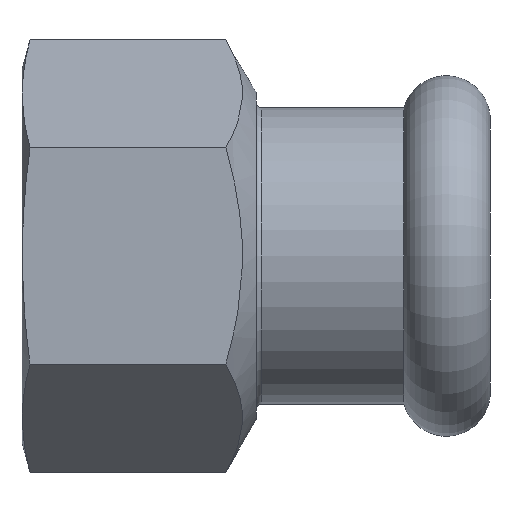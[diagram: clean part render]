
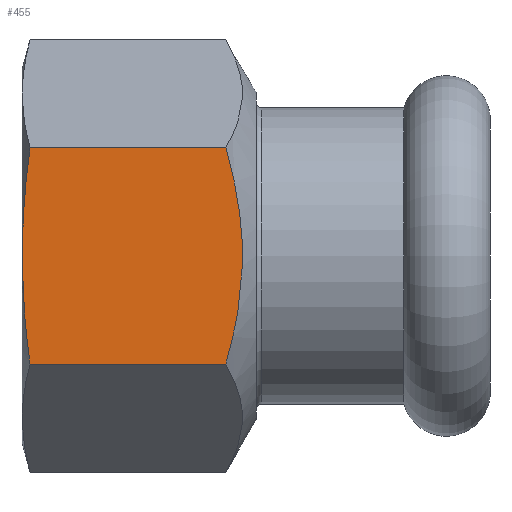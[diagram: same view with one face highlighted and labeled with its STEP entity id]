
A CAD part, left-side view. The second image highlights one B-rep face of the part: STEP entity #455.
In plain terms, the highlighted planar face has unit normal (-1, 0, 0).
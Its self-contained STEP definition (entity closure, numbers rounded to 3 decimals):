
#15=(
BOUNDED_CURVE()
B_SPLINE_CURVE(2,(#776,#777,#778),.UNSPECIFIED.,.F.,.F.)
B_SPLINE_CURVE_WITH_KNOTS((3,3),(0.24,2.204),
 .UNSPECIFIED.)
CURVE()
GEOMETRIC_REPRESENTATION_ITEM()
RATIONAL_B_SPLINE_CURVE((1.044,1.206,1.044))
REPRESENTATION_ITEM('')
);
#16=(
BOUNDED_CURVE()
B_SPLINE_CURVE(2,(#782,#783,#784),.UNSPECIFIED.,.F.,.F.)
B_SPLINE_CURVE_WITH_KNOTS((3,3),(0.236,2.173),
 .UNSPECIFIED.)
CURVE()
GEOMETRIC_REPRESENTATION_ITEM()
RATIONAL_B_SPLINE_CURVE((1.044,1.206,1.044))
REPRESENTATION_ITEM('')
);
#33=PLANE('',#526);
#49=LINE('',#780,#66);
#50=LINE('',#785,#67);
#66=VECTOR('',#635,10.);
#67=VECTOR('',#636,10.);
#95=FACE_OUTER_BOUND('',#123,.T.);
#123=EDGE_LOOP('',(#347,#348,#349,#350));
#205=VERTEX_POINT('',#774);
#206=VERTEX_POINT('',#775);
#207=VERTEX_POINT('',#779);
#208=VERTEX_POINT('',#781);
#260=EDGE_CURVE('',#205,#206,#15,.T.);
#261=EDGE_CURVE('',#205,#207,#49,.T.);
#262=EDGE_CURVE('',#208,#207,#16,.T.);
#263=EDGE_CURVE('',#206,#208,#50,.T.);
#347=ORIENTED_EDGE('',*,*,#260,.F.);
#348=ORIENTED_EDGE('',*,*,#261,.T.);
#349=ORIENTED_EDGE('',*,*,#262,.F.);
#350=ORIENTED_EDGE('',*,*,#263,.F.);
#455=ADVANCED_FACE('',(#95),#33,.T.);
#526=AXIS2_PLACEMENT_3D('',#773,#633,#634);
#633=DIRECTION('center_axis',(-1.,0.,0.));
#634=DIRECTION('ref_axis',(0.,0.,1.));
#635=DIRECTION('',(0.,1.,0.));
#636=DIRECTION('',(0.,1.,0.));
#773=CARTESIAN_POINT('Origin',(-16.,0.,-9.238));
#774=CARTESIAN_POINT('',(-16.,22.584,9.238));
#775=CARTESIAN_POINT('',(-16.,22.584,-9.238));
#776=CARTESIAN_POINT('Ctrl Pts',(-16.,22.584,9.238));
#777=CARTESIAN_POINT('Ctrl Pts',(-16.,19.917,0.));
#778=CARTESIAN_POINT('Ctrl Pts',(-16.,22.584,-9.238));
#779=CARTESIAN_POINT('',(-16.,39.315,9.238));
#780=CARTESIAN_POINT('',(-16.,0.,9.238));
#781=CARTESIAN_POINT('',(-16.,39.315,-9.238));
#782=CARTESIAN_POINT('Ctrl Pts',(-16.,39.315,-9.238));
#783=CARTESIAN_POINT('Ctrl Pts',(-16.,40.553,0.));
#784=CARTESIAN_POINT('Ctrl Pts',(-16.,39.315,9.238));
#785=CARTESIAN_POINT('',(-16.,0.,-9.238));
